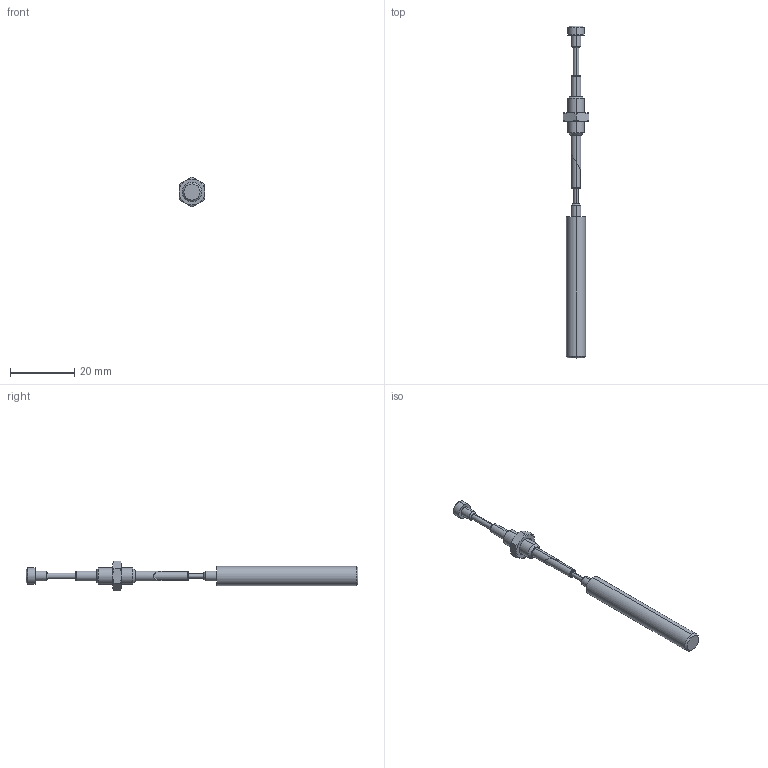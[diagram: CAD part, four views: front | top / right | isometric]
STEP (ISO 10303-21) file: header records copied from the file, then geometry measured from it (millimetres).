
FILE_DESCRIPTION (( 'STEP AP214' ), '1' );
FILE_NAME ('57584~0.STEP', '2018-11-05T09:33:36', ( '' ), ( '' ), 'SwSTEP 2.0', 'SolidWorks 2018', '' );
FILE_SCHEMA (( 'AUTOMOTIVE_DESIGN' ));
Length unit declared in the file: millimetre
Products named in the file (7): 19639~0; 11533~0_M 5 B; 57586~0; 11934~0; 57584~0; 19640~0; KS-113-Master~-k-s_KS-113 23
Assembly tree (6 placements, depth 2):
  57584~0
    11934~0
    57586~0
    19640~0
    19639~0
    KS-113-Master~-k-s_KS-113 23
    11533~0_M 5 B
Bounding box: 8 x 103.31 x 9.24 mm (x, y, z)
Volume: 1978.3 mm3; surface area: 2222.6 mm2
Topology: 7 solids, 7 shells, 103 faces, 208 edges, 123 vertices
Faces by surface type: cone 36, cylinder 36, plane 25, torus 4, sphere 2
Entity records: 3273 total; most frequent: CARTESIAN_POINT 573, DIRECTION 506, ORIENTED_EDGE 408, AXIS2_PLACEMENT_3D 220, EDGE_CURVE 204, VERTEX_POINT 123, EDGE_LOOP 117, CIRCLE 108
